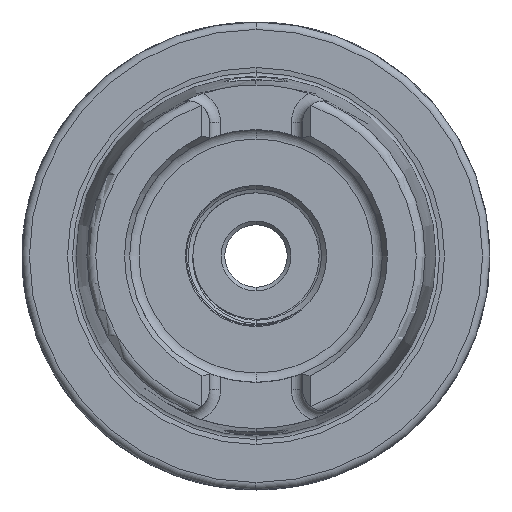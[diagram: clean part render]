
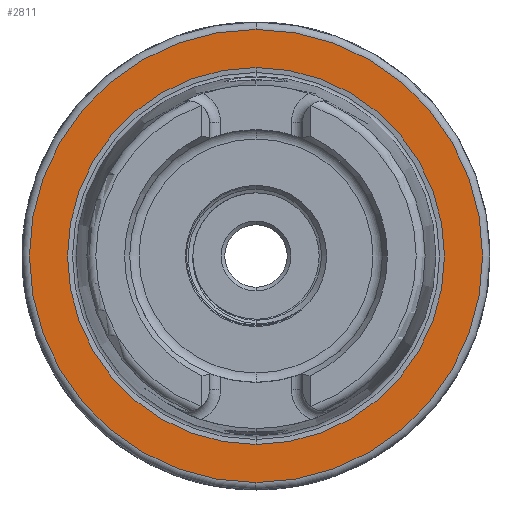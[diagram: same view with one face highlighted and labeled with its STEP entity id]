
A CAD part, left-side view. The second image highlights one B-rep face of the part: STEP entity #2811.
In plain terms, the highlighted planar face has unit normal (-1, 0, 0).
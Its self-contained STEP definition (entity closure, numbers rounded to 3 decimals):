
#190 = EDGE_CURVE ( 'NONE', #5114, #8593, #22433, .T. ) ;
#192 = EDGE_CURVE ( 'NONE', #8623, #5136, #22434, .T. ) ;
#2811 = ADVANCED_FACE ( 'NONE', ( #15980, #15985 ), #3787, .T. ) ;
#2944 = EDGE_CURVE ( 'NONE', #5136, #8623, #22517, .T. ) ;
#3787 = PLANE ( 'NONE',  #15987 ) ;
#3788 = CARTESIAN_POINT ( 'NONE',  ( 0., 25.369, 0. ) ) ;
#3789 = DIRECTION ( 'NONE',  ( -1., 0., 0. ) ) ;
#3790 = DIRECTION ( 'NONE',  ( 0., 0., 1. ) ) ;
#3931 = CARTESIAN_POINT ( 'NONE',  ( 0., 0., 0. ) ) ;
#3935 = DIRECTION ( 'NONE',  ( 1., 0., 0. ) ) ;
#3936 = DIRECTION ( 'NONE',  ( 0., 0., -1. ) ) ;
#4462 = AXIS2_PLACEMENT_3D ( 'NONE', #13575, #13576, #13577 ) ;
#4463 = AXIS2_PLACEMENT_3D ( 'NONE', #13572, #13573, #13574 ) ;
#4590 = AXIS2_PLACEMENT_3D ( 'NONE', #3931, #3935, #3936 ) ;
#5114 = VERTEX_POINT ( 'NONE', #22849 ) ;
#5136 = VERTEX_POINT ( 'NONE', #22871 ) ;
#5769 = AXIS2_PLACEMENT_3D ( 'NONE', #14785, #14787, #14788 ) ;
#6513 = ORIENTED_EDGE ( 'NONE', *, *, #2944, .T. ) ;
#6514 = ORIENTED_EDGE ( 'NONE', *, *, #192, .T. ) ;
#6515 = ORIENTED_EDGE ( 'NONE', *, *, #190, .T. ) ;
#6516 = ORIENTED_EDGE ( 'NONE', *, *, #14861, .T. ) ;
#8593 = VERTEX_POINT ( 'NONE', #27059 ) ;
#8623 = VERTEX_POINT ( 'NONE', #27089 ) ;
#13572 = CARTESIAN_POINT ( 'NONE',  ( 0., 0., 0. ) ) ;
#13573 = DIRECTION ( 'NONE',  ( 1., 0., 0. ) ) ;
#13574 = DIRECTION ( 'NONE',  ( 0., 0., -1. ) ) ;
#13575 = CARTESIAN_POINT ( 'NONE',  ( 0., 0., 0. ) ) ;
#13576 = DIRECTION ( 'NONE',  ( -1., 0., 0. ) ) ;
#13577 = DIRECTION ( 'NONE',  ( 0., 0., 1. ) ) ;
#14785 = CARTESIAN_POINT ( 'NONE',  ( 0., 0., 0. ) ) ;
#14787 = DIRECTION ( 'NONE',  ( -1., 0., 0. ) ) ;
#14788 = DIRECTION ( 'NONE',  ( 0., 0., 1. ) ) ;
#14861 = EDGE_CURVE ( 'NONE', #8593, #5114, #19328, .T. ) ;
#15980 = FACE_OUTER_BOUND ( 'NONE', #17684, .T. ) ;
#15985 = FACE_BOUND ( 'NONE', #17675, .T. ) ;
#15987 = AXIS2_PLACEMENT_3D ( 'NONE', #3788, #3789, #3790 ) ;
#17675 = EDGE_LOOP ( 'NONE', ( #6516, #6515 ) ) ;
#17684 = EDGE_LOOP ( 'NONE', ( #6513, #6514 ) ) ;
#19328 = CIRCLE ( 'NONE', #4590, 25.369 ) ;
#22433 = CIRCLE ( 'NONE', #4463, 25.369 ) ;
#22434 = CIRCLE ( 'NONE', #4462, 30.5 ) ;
#22517 = CIRCLE ( 'NONE', #5769, 30.5 ) ;
#22849 = CARTESIAN_POINT ( 'NONE',  ( 0., 0., -25.369 ) ) ;
#22871 = CARTESIAN_POINT ( 'NONE',  ( 0., 0., 30.5 ) ) ;
#27059 = CARTESIAN_POINT ( 'NONE',  ( 0., 0., 25.369 ) ) ;
#27089 = CARTESIAN_POINT ( 'NONE',  ( 0., 0., -30.5 ) ) ;
